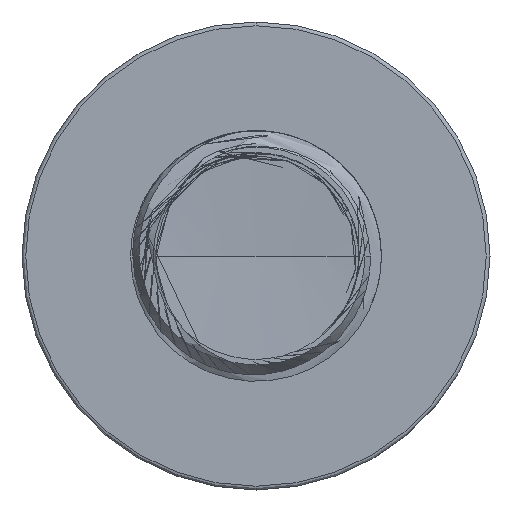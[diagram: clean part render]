
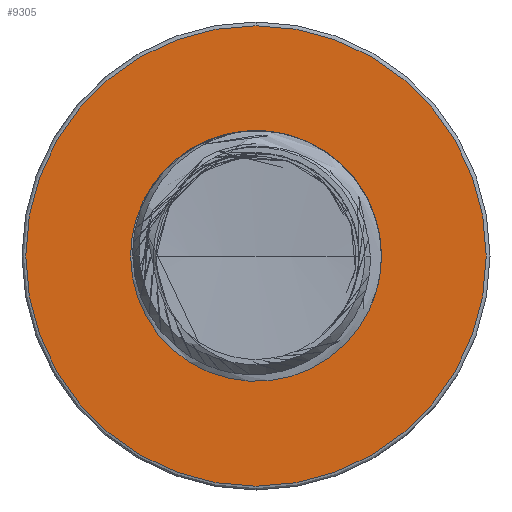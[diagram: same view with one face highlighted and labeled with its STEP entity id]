
A CAD part, front view. The second image highlights one B-rep face of the part: STEP entity #9305.
In plain terms, the highlighted planar face has unit normal (0, -1, 0).
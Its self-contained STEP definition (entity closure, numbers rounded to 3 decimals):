
#780 = VERTEX_POINT ( 'NONE', #26541 ) ;
#935 = PLANE ( 'NONE',  #12017 ) ;
#1569 = ORIENTED_EDGE ( 'NONE', *, *, #4230, .F. ) ;
#2682 = CARTESIAN_POINT ( 'NONE',  ( 0., 30., 0. ) ) ;
#3094 = CIRCLE ( 'NONE', #24240, 2.755 ) ;
#4230 = EDGE_CURVE ( 'NONE', #12206, #11177, #21473, .T. ) ;
#6276 = DIRECTION ( 'NONE',  ( 0., 0., -1. ) ) ;
#6789 = EDGE_LOOP ( 'NONE', ( #1569, #31448 ) ) ;
#7020 = DIRECTION ( 'NONE',  ( 0., -1., 0. ) ) ;
#7892 = CARTESIAN_POINT ( 'NONE',  ( 0., 30., 0. ) ) ;
#8556 = CARTESIAN_POINT ( 'NONE',  ( 0., 30., -2.755 ) ) ;
#9305 = ADVANCED_FACE ( 'NONE', ( #35402, #44327 ), #935, .T. ) ;
#11177 = VERTEX_POINT ( 'NONE', #36016 ) ;
#11805 = DIRECTION ( 'NONE',  ( 0., 0., -1. ) ) ;
#12017 = AXIS2_PLACEMENT_3D ( 'NONE', #19648, #15802, #27139 ) ;
#12206 = VERTEX_POINT ( 'NONE', #34904 ) ;
#13164 = CIRCLE ( 'NONE', #21059, 2.755 ) ;
#15396 = AXIS2_PLACEMENT_3D ( 'NONE', #34077, #32854, #32791 ) ;
#15802 = DIRECTION ( 'NONE',  ( 0., -1., 0. ) ) ;
#17075 = EDGE_CURVE ( 'NONE', #780, #42241, #13164, .T. ) ;
#19648 = CARTESIAN_POINT ( 'NONE',  ( 0., 30., 1.436 ) ) ;
#20415 = ORIENTED_EDGE ( 'NONE', *, *, #24945, .T. ) ;
#21059 = AXIS2_PLACEMENT_3D ( 'NONE', #29714, #7020, #33378 ) ;
#21473 = CIRCLE ( 'NONE', #15396, 1.436 ) ;
#24240 = AXIS2_PLACEMENT_3D ( 'NONE', #2682, #28988, #6276 ) ;
#24945 = EDGE_CURVE ( 'NONE', #42241, #780, #3094, .T. ) ;
#26541 = CARTESIAN_POINT ( 'NONE',  ( 0., 30., 2.755 ) ) ;
#27139 = DIRECTION ( 'NONE',  ( 0., 0., -1. ) ) ;
#27321 = EDGE_LOOP ( 'NONE', ( #20415, #39643 ) ) ;
#28988 = DIRECTION ( 'NONE',  ( 0., -1., 0. ) ) ;
#29714 = CARTESIAN_POINT ( 'NONE',  ( 0., 30., 0. ) ) ;
#31448 = ORIENTED_EDGE ( 'NONE', *, *, #42089, .F. ) ;
#32791 = DIRECTION ( 'NONE',  ( 0., 0., -1. ) ) ;
#32854 = DIRECTION ( 'NONE',  ( 0., -1., 0. ) ) ;
#33378 = DIRECTION ( 'NONE',  ( 0., 0., -1. ) ) ;
#33941 = CIRCLE ( 'NONE', #40770, 1.436 ) ;
#34077 = CARTESIAN_POINT ( 'NONE',  ( 0., 30., 0. ) ) ;
#34173 = DIRECTION ( 'NONE',  ( 0., -1., 0. ) ) ;
#34904 = CARTESIAN_POINT ( 'NONE',  ( 0., 30., -1.436 ) ) ;
#35402 = FACE_OUTER_BOUND ( 'NONE', #27321, .T. ) ;
#36016 = CARTESIAN_POINT ( 'NONE',  ( 0., 30., 1.436 ) ) ;
#39643 = ORIENTED_EDGE ( 'NONE', *, *, #17075, .T. ) ;
#40770 = AXIS2_PLACEMENT_3D ( 'NONE', #7892, #34173, #11805 ) ;
#42089 = EDGE_CURVE ( 'NONE', #11177, #12206, #33941, .T. ) ;
#42241 = VERTEX_POINT ( 'NONE', #8556 ) ;
#44327 = FACE_BOUND ( 'NONE', #6789, .T. ) ;
